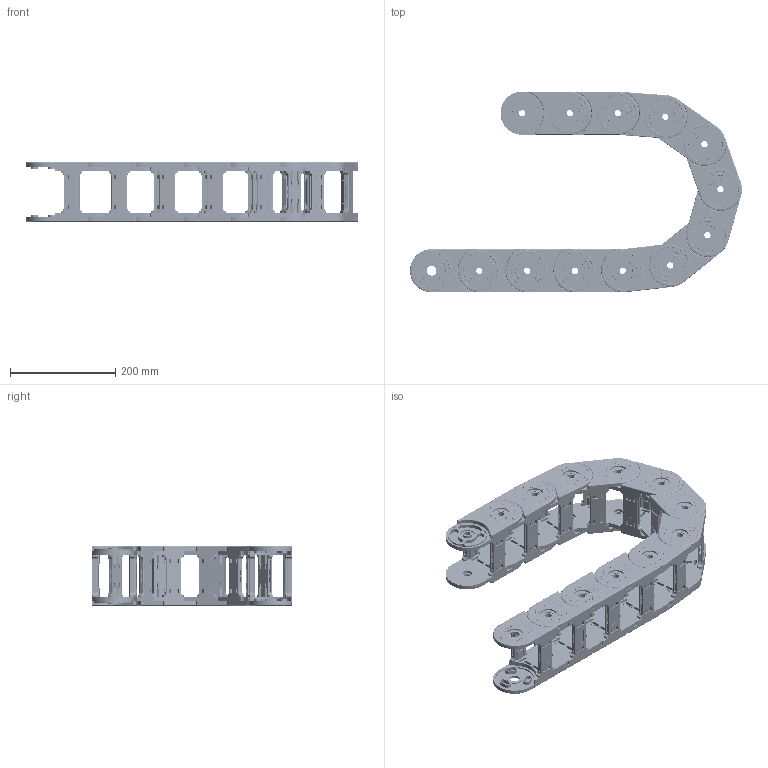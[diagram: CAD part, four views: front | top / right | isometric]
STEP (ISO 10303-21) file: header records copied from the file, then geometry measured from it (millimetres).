
FILE_DESCRIPTION (( 'STEP AP214' ), '1' );
FILE_NAME ('CK60-A080-R150.STEP', '2019-09-06T09:06:15', ( '' ), ( '' ), 'SwSTEP 2.0', 'SolidWorks 2017', '' );
FILE_SCHEMA (( 'AUTOMOTIVE_DESIGN' ));
Length unit declared in the file: millimetre
Products named in the file (2): CK60-A080; CK60-A080-R150
Assembly tree (12 placements, depth 2):
  CK60-A080-R150
    CK60-A080  x12
Bounding box: 631.94 x 382.03 x 113.14 mm (x, y, z)
Volume: 2687725.8 mm3; surface area: 1337409.9 mm2
Topology: 48 solids, 48 shells, 11712 faces, 30336 edges, 19584 vertices
Faces by surface type: plane 5088, cylinder 3528, bspline 2472, torus 432, sphere 192
Entity records: 39291 total; most frequent: CARTESIAN_POINT 16991, ORIENTED_EDGE 5032, DIRECTION 4098, EDGE_CURVE 2516, VERTEX_POINT 1632, VECTOR 1380, LINE 1380, AXIS2_PLACEMENT_3D 1359
